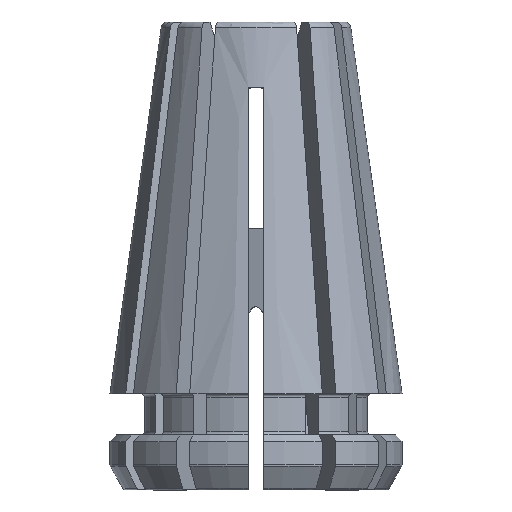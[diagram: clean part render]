
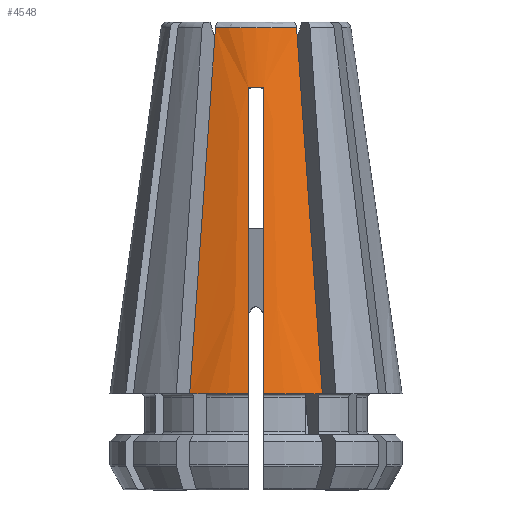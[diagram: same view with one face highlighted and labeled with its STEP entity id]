
A CAD part, left-side view. The second image highlights one B-rep face of the part: STEP entity #4548.
In plain terms, the highlighted conical face has half-angle 8 degrees and reference radius 4.25 mm.
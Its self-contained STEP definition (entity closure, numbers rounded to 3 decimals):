
#101=B_SPLINE_CURVE_WITH_KNOTS('',3,(#7157,#7158,#7159,#7160,#7161,#7162,
#7163,#7164,#7165,#7166),.UNSPECIFIED.,.F.,.F.,(4,3,3,4),(0.004,
0.006,0.011,0.013),
 .UNSPECIFIED.);
#148=B_SPLINE_CURVE_WITH_KNOTS('',3,(#8059,#8060,#8061,#8062,#8063,#8064,
#8065),.UNSPECIFIED.,.F.,.F.,(4,3,4),(0.,0.005,
0.011),.UNSPECIFIED.);
#149=B_SPLINE_CURVE_WITH_KNOTS('',3,(#8070,#8071,#8072,#8073,#8074,#8075,
#8076),.UNSPECIFIED.,.F.,.F.,(4,3,4),(0.,0.005,
0.011),.UNSPECIFIED.);
#150=B_SPLINE_CURVE_WITH_KNOTS('',3,(#8077,#8078,#8079,#8080,#8081,#8082,
#8083,#8084,#8085,#8086),.UNSPECIFIED.,.F.,.F.,(4,3,3,4),(0.004,
0.006,0.011,0.013),
 .UNSPECIFIED.);
#398=CIRCLE('',#4775,2.999);
#482=CIRCLE('',#4913,4.25);
#526=CIRCLE('',#4980,2.756);
#527=CIRCLE('',#4981,4.25);
#1244=ORIENTED_EDGE('',*,*,#2594,.F.);
#1245=ORIENTED_EDGE('',*,*,#2595,.F.);
#1246=ORIENTED_EDGE('',*,*,#2596,.T.);
#1247=ORIENTED_EDGE('',*,*,#2533,.T.);
#1248=ORIENTED_EDGE('',*,*,#2597,.F.);
#1249=ORIENTED_EDGE('',*,*,#2286,.F.);
#1250=ORIENTED_EDGE('',*,*,#2273,.T.);
#1251=ORIENTED_EDGE('',*,*,#2598,.T.);
#2273=EDGE_CURVE('',#2985,#2984,#101,.T.);
#2286=EDGE_CURVE('',#2985,#2994,#398,.T.);
#2533=EDGE_CURVE('',#3205,#3204,#482,.T.);
#2594=EDGE_CURVE('',#3242,#3243,#148,.T.);
#2595=EDGE_CURVE('',#3244,#3242,#526,.T.);
#2596=EDGE_CURVE('',#3244,#3205,#149,.T.);
#2597=EDGE_CURVE('',#2994,#3204,#150,.T.);
#2598=EDGE_CURVE('',#2984,#3243,#527,.T.);
#2984=VERTEX_POINT('',#7156);
#2985=VERTEX_POINT('',#7167);
#2994=VERTEX_POINT('',#7196);
#3204=VERTEX_POINT('',#7928);
#3205=VERTEX_POINT('',#7930);
#3242=VERTEX_POINT('',#8066);
#3243=VERTEX_POINT('',#8067);
#3244=VERTEX_POINT('',#8069);
#4026=EDGE_LOOP('',(#1244,#1245,#1246,#1247,#1248,#1249,#1250,#1251));
#4268=FACE_BOUND('',#4026,.T.);
#4419=CONICAL_SURFACE('',#4979,4.25,0.14);
#4548=ADVANCED_FACE('',(#4268),#4419,.T.);
#4775=AXIS2_PLACEMENT_3D('',#7195,#5490,#5491);
#4913=AXIS2_PLACEMENT_3D('',#7929,#5881,#5882);
#4979=AXIS2_PLACEMENT_3D('',#8058,#6027,#6028);
#4980=AXIS2_PLACEMENT_3D('',#8068,#6029,#6030);
#4981=AXIS2_PLACEMENT_3D('',#8087,#6031,#6032);
#5490=DIRECTION('',(0.,0.,-1.));
#5491=DIRECTION('',(-1.,0.,0.));
#5881=DIRECTION('',(0.,0.,1.));
#5882=DIRECTION('',(1.,0.,0.));
#6027=DIRECTION('',(0.,0.,-1.));
#6028=DIRECTION('',(-1.,0.,0.));
#6029=DIRECTION('',(0.,0.,1.));
#6030=DIRECTION('',(1.,0.,0.));
#6031=DIRECTION('',(0.,0.,1.));
#6032=DIRECTION('',(1.,0.,0.));
#7156=CARTESIAN_POINT('',(-4.244,-0.225,2.8));
#7157=CARTESIAN_POINT('',(-2.991,-0.225,11.7));
#7158=CARTESIAN_POINT('',(-3.043,-0.225,11.328));
#7159=CARTESIAN_POINT('',(-3.095,-0.225,10.957));
#7160=CARTESIAN_POINT('',(-3.148,-0.225,10.585));
#7161=CARTESIAN_POINT('',(-3.405,-0.225,8.757));
#7162=CARTESIAN_POINT('',(-3.663,-0.225,6.928));
#7163=CARTESIAN_POINT('',(-3.92,-0.225,5.099));
#7164=CARTESIAN_POINT('',(-4.028,-0.225,4.333));
#7165=CARTESIAN_POINT('',(-4.136,-0.225,3.566));
#7166=CARTESIAN_POINT('',(-4.244,-0.225,2.8));
#7167=CARTESIAN_POINT('',(-2.991,-0.225,11.7));
#7195=CARTESIAN_POINT('',(0.,0.,11.7));
#7196=CARTESIAN_POINT('',(-2.991,0.225,11.7));
#7928=CARTESIAN_POINT('',(-4.244,0.225,2.8));
#7929=CARTESIAN_POINT('',(0.,0.,2.8));
#7930=CARTESIAN_POINT('',(-3.788,1.927,2.8));
#8058=CARTESIAN_POINT('',(0.,0.,2.8));
#8059=CARTESIAN_POINT('',(-2.492,-1.179,13.428));
#8060=CARTESIAN_POINT('',(-2.687,-1.291,11.831));
#8061=CARTESIAN_POINT('',(-2.882,-1.404,10.233));
#8062=CARTESIAN_POINT('',(-3.076,-1.516,8.636));
#8063=CARTESIAN_POINT('',(-3.314,-1.653,6.691));
#8064=CARTESIAN_POINT('',(-3.551,-1.79,4.745));
#8065=CARTESIAN_POINT('',(-3.788,-1.927,2.8));
#8066=CARTESIAN_POINT('',(-2.492,-1.179,13.428));
#8067=CARTESIAN_POINT('',(-3.788,-1.927,2.8));
#8068=CARTESIAN_POINT('',(0.,0.,13.428));
#8069=CARTESIAN_POINT('',(-2.492,1.179,13.428));
#8070=CARTESIAN_POINT('',(-2.492,1.179,13.428));
#8071=CARTESIAN_POINT('',(-2.687,1.291,11.831));
#8072=CARTESIAN_POINT('',(-2.882,1.404,10.233));
#8073=CARTESIAN_POINT('',(-3.076,1.516,8.636));
#8074=CARTESIAN_POINT('',(-3.314,1.653,6.691));
#8075=CARTESIAN_POINT('',(-3.551,1.79,4.745));
#8076=CARTESIAN_POINT('',(-3.788,1.927,2.8));
#8077=CARTESIAN_POINT('',(-2.991,0.225,11.7));
#8078=CARTESIAN_POINT('',(-3.043,0.225,11.328));
#8079=CARTESIAN_POINT('',(-3.095,0.225,10.957));
#8080=CARTESIAN_POINT('',(-3.148,0.225,10.585));
#8081=CARTESIAN_POINT('',(-3.405,0.225,8.757));
#8082=CARTESIAN_POINT('',(-3.663,0.225,6.928));
#8083=CARTESIAN_POINT('',(-3.92,0.225,5.099));
#8084=CARTESIAN_POINT('',(-4.028,0.225,4.333));
#8085=CARTESIAN_POINT('',(-4.136,0.225,3.566));
#8086=CARTESIAN_POINT('',(-4.244,0.225,2.8));
#8087=CARTESIAN_POINT('',(0.,0.,2.8));
